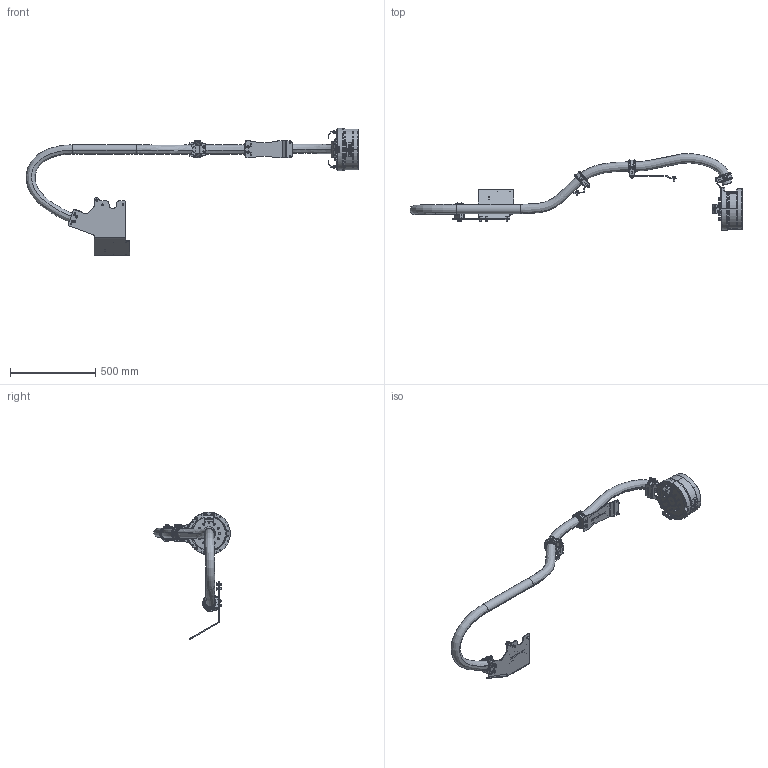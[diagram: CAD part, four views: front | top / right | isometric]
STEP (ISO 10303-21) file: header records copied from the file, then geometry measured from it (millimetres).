
FILE_DESCRIPTION (( 'STEP AP214' ), '1' );
FILE_NAME ('TS141-610.STEP', '2023-11-08T15:46:35', ( '' ), ( '' ), 'SwSTEP 2.0', 'SolidWorks 2021', '' );
FILE_SCHEMA (( 'AUTOMOTIVE_DESIGN' ));
Length unit declared in the file: millimetre
Products named in the file (1): TS141-610
Bounding box: 1952.81 x 449.07 x 748.99 mm (x, y, z)
Volume: 5823292.3 mm3; surface area: 1899634.2 mm2
Topology: 110 solids, 110 shells, 5524 faces, 14023 edges, 9050 vertices
Faces by surface type: plane 2446, cylinder 1296, bspline 1263, cone 248, torus 219, sphere 52
Entity records: 367219 total; most frequent: CARTESIAN_POINT 181029, ORIENTED_EDGE 27758, DIRECTION 21679, EDGE_CURVE 13879, VERTEX_POINT 9002, VECTOR 7559, LINE 7559, AXIS2_PLACEMENT_3D 7060
